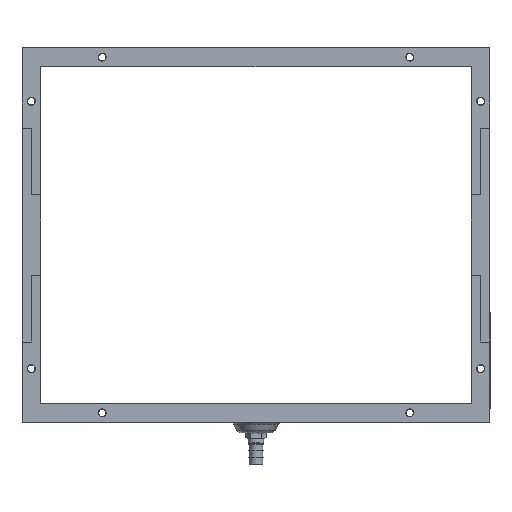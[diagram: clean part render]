
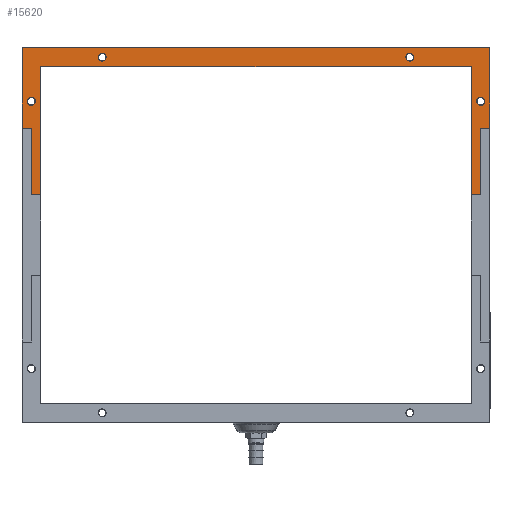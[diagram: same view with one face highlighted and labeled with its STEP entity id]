
A CAD part, front view. The second image highlights one B-rep face of the part: STEP entity #15620.
In plain terms, the highlighted planar face has unit normal (0, -1, 0).
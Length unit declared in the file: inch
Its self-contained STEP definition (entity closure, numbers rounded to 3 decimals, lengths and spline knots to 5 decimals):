
#27 = CARTESIAN_POINT ( 'NONE',  ( 6.88976, -3.34646, 5.51181 ) ) ;
#124 = CARTESIAN_POINT ( 'NONE',  ( 0., -3.34646, 4.96063 ) ) ;
#274 = EDGE_CURVE ( 'NONE', #15438, #4873, #2334, .T. ) ;
#322 = VECTOR ( 'NONE', #10511, 39.37008 ) ;
#414 = VECTOR ( 'NONE', #2472, 39.37008 ) ;
#1036 = AXIS2_PLACEMENT_3D ( 'NONE', #9835, #2220, #11410 ) ;
#1061 = CIRCLE ( 'NONE', #5218, 0.11811 ) ;
#1081 = ORIENTED_EDGE ( 'NONE', *, *, #18711, .F. ) ;
#1348 = ORIENTED_EDGE ( 'NONE', *, *, #12322, .F. ) ;
#1508 = DIRECTION ( 'NONE',  ( 0., 0., 1. ) ) ;
#1573 = CARTESIAN_POINT ( 'NONE',  ( -6.33858, -3.34646, 5.51181 ) ) ;
#1641 = DIRECTION ( 'NONE',  ( 0., -1., 0. ) ) ;
#1914 = CARTESIAN_POINT ( 'NONE',  ( 6.61417, -3.34646, 3.8189 ) ) ;
#1977 = VERTEX_POINT ( 'NONE', #27 ) ;
#1988 = EDGE_CURVE ( 'NONE', #9014, #4795, #16628, .T. ) ;
#2090 = EDGE_CURVE ( 'NONE', #12022, #15438, #7665, .T. ) ;
#2170 = CARTESIAN_POINT ( 'NONE',  ( -6.33858, -3.34646, 1.1811 ) ) ;
#2220 = DIRECTION ( 'NONE',  ( 0., -1., 0. ) ) ;
#2305 = CARTESIAN_POINT ( 'NONE',  ( 0., -3.34646, 3.14961 ) ) ;
#2334 = LINE ( 'NONE', #5240, #13148 ) ;
#2371 = DIRECTION ( 'NONE',  ( -1., 0., 0. ) ) ;
#2445 = FACE_BOUND ( 'NONE', #15457, .T. ) ;
#2472 = DIRECTION ( 'NONE',  ( 0., 0., 1. ) ) ;
#3364 = VERTEX_POINT ( 'NONE', #1914 ) ;
#4227 = FACE_BOUND ( 'NONE', #12317, .T. ) ;
#4286 = CARTESIAN_POINT ( 'NONE',  ( 6.61417, -3.34646, 3.93701 ) ) ;
#4331 = VECTOR ( 'NONE', #11835, 39.37008 ) ;
#4390 = DIRECTION ( 'NONE',  ( 0., 0., -1. ) ) ;
#4480 = DIRECTION ( 'NONE',  ( 0., -1., 0. ) ) ;
#4502 = ORIENTED_EDGE ( 'NONE', *, *, #5659, .F. ) ;
#4664 = EDGE_CURVE ( 'NONE', #13672, #13672, #15760, .T. ) ;
#4795 = VERTEX_POINT ( 'NONE', #9162 ) ;
#4801 = CARTESIAN_POINT ( 'NONE',  ( 6.88976, -3.34646, 5.51181 ) ) ;
#4873 = VERTEX_POINT ( 'NONE', #6897 ) ;
#5087 = ORIENTED_EDGE ( 'NONE', *, *, #11950, .F. ) ;
#5218 = AXIS2_PLACEMENT_3D ( 'NONE', #12649, #11207, #10480 ) ;
#5240 = CARTESIAN_POINT ( 'NONE',  ( -6.88976, -3.34646, 5.51181 ) ) ;
#5562 = AXIS2_PLACEMENT_3D ( 'NONE', #4286, #4480, #4390 ) ;
#5659 = EDGE_CURVE ( 'NONE', #3364, #3364, #18105, .T. ) ;
#5821 = DIRECTION ( 'NONE',  ( 0., 1., 0. ) ) ;
#5874 = EDGE_LOOP ( 'NONE', ( #14531 ) ) ;
#5926 = CARTESIAN_POINT ( 'NONE',  ( 0., -3.34646, 5.51181 ) ) ;
#6112 = CARTESIAN_POINT ( 'NONE',  ( -6.61417, -3.34646, 4.05512 ) ) ;
#6127 = VECTOR ( 'NONE', #2371, 39.37008 ) ;
#6421 = LINE ( 'NONE', #2305, #15574 ) ;
#6885 = EDGE_CURVE ( 'NONE', #14779, #14165, #17274, .T. ) ;
#6897 = CARTESIAN_POINT ( 'NONE',  ( -6.88976, -3.34646, 5.51181 ) ) ;
#7010 = FACE_OUTER_BOUND ( 'NONE', #10118, .T. ) ;
#7121 = EDGE_CURVE ( 'NONE', #18306, #18306, #9574, .T. ) ;
#7140 = CARTESIAN_POINT ( 'NONE',  ( 0., -3.34646, 1.1811 ) ) ;
#7451 = VECTOR ( 'NONE', #9186, 39.37008 ) ;
#7493 = PLANE ( 'NONE',  #8786 ) ;
#7619 = ORIENTED_EDGE ( 'NONE', *, *, #8845, .F. ) ;
#7665 = LINE ( 'NONE', #13652, #17491 ) ;
#8087 = CARTESIAN_POINT ( 'NONE',  ( -4.52756, -3.34646, 5.35433 ) ) ;
#8108 = CARTESIAN_POINT ( 'NONE',  ( -6.88976, -3.34646, 3.14961 ) ) ;
#8311 = CARTESIAN_POINT ( 'NONE',  ( 6.88976, -3.34646, 3.14961 ) ) ;
#8410 = ORIENTED_EDGE ( 'NONE', *, *, #11250, .F. ) ;
#8726 = ORIENTED_EDGE ( 'NONE', *, *, #1988, .F. ) ;
#8786 = AXIS2_PLACEMENT_3D ( 'NONE', #5926, #5821, #10418 ) ;
#8845 = EDGE_CURVE ( 'NONE', #4795, #14779, #17939, .T. ) ;
#8905 = ORIENTED_EDGE ( 'NONE', *, *, #12890, .F. ) ;
#9014 = VERTEX_POINT ( 'NONE', #19387 ) ;
#9103 = CARTESIAN_POINT ( 'NONE',  ( 6.61417, -3.34646, 3.14961 ) ) ;
#9145 = DIRECTION ( 'NONE',  ( 0., 0., -1. ) ) ;
#9162 = CARTESIAN_POINT ( 'NONE',  ( -6.33858, -3.34646, 4.96063 ) ) ;
#9186 = DIRECTION ( 'NONE',  ( 0., 0., -1. ) ) ;
#9574 = CIRCLE ( 'NONE', #1036, 0.11811 ) ;
#9835 = CARTESIAN_POINT ( 'NONE',  ( 4.52756, -3.34646, 5.23622 ) ) ;
#9962 = FACE_BOUND ( 'NONE', #5874, .T. ) ;
#10054 = EDGE_CURVE ( 'NONE', #18284, #11561, #13244, .T. ) ;
#10118 = EDGE_LOOP ( 'NONE', ( #12026, #1348, #13069, #7619, #8726, #8410, #18435, #12099, #10341, #5087, #1081, #15769 ) ) ;
#10154 = CARTESIAN_POINT ( 'NONE',  ( -6.61417, -3.34646, 5.51181 ) ) ;
#10341 = ORIENTED_EDGE ( 'NONE', *, *, #12438, .F. ) ;
#10418 = DIRECTION ( 'NONE',  ( 0., 0., 1. ) ) ;
#10480 = DIRECTION ( 'NONE',  ( 0., 0., 1. ) ) ;
#10511 = DIRECTION ( 'NONE',  ( -1., 0., 0. ) ) ;
#10691 = AXIS2_PLACEMENT_3D ( 'NONE', #15489, #1641, #15181 ) ;
#10722 = CARTESIAN_POINT ( 'NONE',  ( 4.52756, -3.34646, 5.11811 ) ) ;
#10804 = VECTOR ( 'NONE', #9145, 39.37008 ) ;
#10917 = DIRECTION ( 'NONE',  ( -1., 0., 0. ) ) ;
#11207 = DIRECTION ( 'NONE',  ( 0., -1., 0. ) ) ;
#11250 = EDGE_CURVE ( 'NONE', #11561, #9014, #11857, .T. ) ;
#11408 = VERTEX_POINT ( 'NONE', #8087 ) ;
#11409 = VECTOR ( 'NONE', #1508, 39.37008 ) ;
#11410 = DIRECTION ( 'NONE',  ( 0., 0., -1. ) ) ;
#11449 = CARTESIAN_POINT ( 'NONE',  ( 0., -3.34646, 5.51181 ) ) ;
#11561 = VERTEX_POINT ( 'NONE', #12294 ) ;
#11605 = CARTESIAN_POINT ( 'NONE',  ( 0., -3.34646, 1.1811 ) ) ;
#11835 = DIRECTION ( 'NONE',  ( 0., 0., -1. ) ) ;
#11857 = LINE ( 'NONE', #15235, #11409 ) ;
#11892 = CARTESIAN_POINT ( 'NONE',  ( -6.61417, -3.34646, 1.1811 ) ) ;
#11950 = EDGE_CURVE ( 'NONE', #1977, #12987, #12258, .T. ) ;
#12022 = VERTEX_POINT ( 'NONE', #13922 ) ;
#12026 = ORIENTED_EDGE ( 'NONE', *, *, #2090, .F. ) ;
#12099 = ORIENTED_EDGE ( 'NONE', *, *, #13160, .F. ) ;
#12258 = LINE ( 'NONE', #4801, #10804 ) ;
#12294 = CARTESIAN_POINT ( 'NONE',  ( 6.33858, -3.34646, 1.1811 ) ) ;
#12317 = EDGE_LOOP ( 'NONE', ( #4502 ) ) ;
#12322 = EDGE_CURVE ( 'NONE', #14165, #12022, #12802, .T. ) ;
#12438 = EDGE_CURVE ( 'NONE', #12987, #16119, #6421, .T. ) ;
#12649 = CARTESIAN_POINT ( 'NONE',  ( -4.52756, -3.34646, 5.23622 ) ) ;
#12802 = LINE ( 'NONE', #10154, #414 ) ;
#12890 = EDGE_CURVE ( 'NONE', #11408, #11408, #1061, .T. ) ;
#12987 = VERTEX_POINT ( 'NONE', #8311 ) ;
#13069 = ORIENTED_EDGE ( 'NONE', *, *, #6885, .F. ) ;
#13148 = VECTOR ( 'NONE', #17336, 39.37008 ) ;
#13160 = EDGE_CURVE ( 'NONE', #16119, #18284, #16655, .T. ) ;
#13244 = LINE ( 'NONE', #11605, #322 ) ;
#13548 = ORIENTED_EDGE ( 'NONE', *, *, #4664, .F. ) ;
#13652 = CARTESIAN_POINT ( 'NONE',  ( 0., -3.34646, 3.14961 ) ) ;
#13672 = VERTEX_POINT ( 'NONE', #6112 ) ;
#13922 = CARTESIAN_POINT ( 'NONE',  ( -6.61417, -3.34646, 3.14961 ) ) ;
#14165 = VERTEX_POINT ( 'NONE', #11892 ) ;
#14182 = EDGE_LOOP ( 'NONE', ( #13548 ) ) ;
#14328 = VECTOR ( 'NONE', #10917, 39.37008 ) ;
#14351 = DIRECTION ( 'NONE',  ( -1., 0., 0. ) ) ;
#14479 = FACE_BOUND ( 'NONE', #14182, .T. ) ;
#14531 = ORIENTED_EDGE ( 'NONE', *, *, #7121, .F. ) ;
#14779 = VERTEX_POINT ( 'NONE', #2170 ) ;
#15181 = DIRECTION ( 'NONE',  ( 0., 0., 1. ) ) ;
#15235 = CARTESIAN_POINT ( 'NONE',  ( 6.33858, -3.34646, 5.51181 ) ) ;
#15248 = CARTESIAN_POINT ( 'NONE',  ( 6.61417, -3.34646, 1.1811 ) ) ;
#15294 = CARTESIAN_POINT ( 'NONE',  ( 6.61417, -3.34646, 5.51181 ) ) ;
#15438 = VERTEX_POINT ( 'NONE', #8108 ) ;
#15457 = EDGE_LOOP ( 'NONE', ( #8905 ) ) ;
#15463 = DIRECTION ( 'NONE',  ( -1., 0., 0. ) ) ;
#15489 = CARTESIAN_POINT ( 'NONE',  ( -6.61417, -3.34646, 3.93701 ) ) ;
#15574 = VECTOR ( 'NONE', #14351, 39.37008 ) ;
#15604 = VECTOR ( 'NONE', #16101, 39.37008 ) ;
#15620 = ADVANCED_FACE ( 'NONE', ( #9962, #2445, #14479, #4227, #7010 ), #7493, .F. ) ;
#15731 = LINE ( 'NONE', #11449, #15604 ) ;
#15760 = CIRCLE ( 'NONE', #10691, 0.11811 ) ;
#15769 = ORIENTED_EDGE ( 'NONE', *, *, #274, .F. ) ;
#16101 = DIRECTION ( 'NONE',  ( 1., 0., 0. ) ) ;
#16119 = VERTEX_POINT ( 'NONE', #9103 ) ;
#16628 = LINE ( 'NONE', #124, #14328 ) ;
#16655 = LINE ( 'NONE', #15294, #7451 ) ;
#17274 = LINE ( 'NONE', #7140, #6127 ) ;
#17336 = DIRECTION ( 'NONE',  ( 0., 0., 1. ) ) ;
#17491 = VECTOR ( 'NONE', #15463, 39.37008 ) ;
#17939 = LINE ( 'NONE', #1573, #4331 ) ;
#18105 = CIRCLE ( 'NONE', #5562, 0.11811 ) ;
#18284 = VERTEX_POINT ( 'NONE', #15248 ) ;
#18306 = VERTEX_POINT ( 'NONE', #10722 ) ;
#18435 = ORIENTED_EDGE ( 'NONE', *, *, #10054, .F. ) ;
#18711 = EDGE_CURVE ( 'NONE', #4873, #1977, #15731, .T. ) ;
#19387 = CARTESIAN_POINT ( 'NONE',  ( 6.33858, -3.34646, 4.96063 ) ) ;
